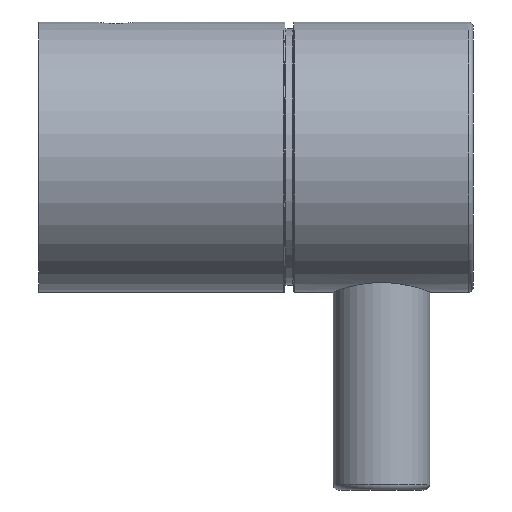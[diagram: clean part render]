
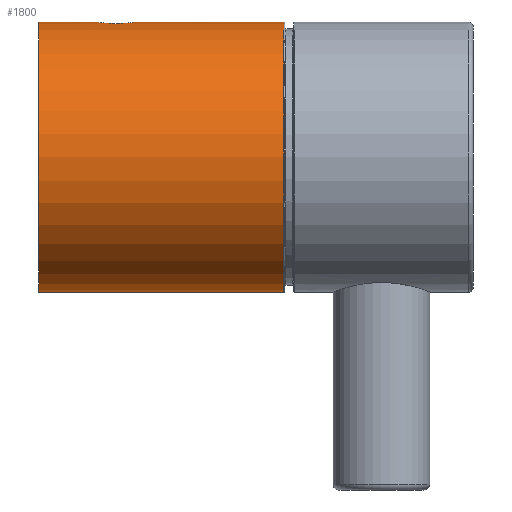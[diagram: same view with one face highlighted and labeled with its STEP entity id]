
A CAD part, front view. The second image highlights one B-rep face of the part: STEP entity #1800.
In plain terms, the highlighted cylindrical face has radius 14 mm (diameter 28 mm), a partial arc.
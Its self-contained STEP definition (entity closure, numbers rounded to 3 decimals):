
#15=CARTESIAN_POINT('',(10.1,0.,14.));
#17=CARTESIAN_POINT('',(5.9,0.,14.));
#579=CARTESIAN_POINT('',(25.4,0.,0.));
#580=DIRECTION('',(1.,0.,0.));
#581=DIRECTION('',(0.,0.,1.));
#582=AXIS2_PLACEMENT_3D('',#579,#580,#581);
#584=DIRECTION('',(1.,0.,0.));
#585=VECTOR('',#584,25.4);
#586=CARTESIAN_POINT('',(0.,0.,-14.));
#587=LINE('',#586,#585);
#588=CARTESIAN_POINT('',(0.,0.,0.));
#589=DIRECTION('',(1.,0.,0.));
#590=DIRECTION('',(0.,0.,1.));
#591=AXIS2_PLACEMENT_3D('',#588,#589,#590);
#593=DIRECTION('',(1.,0.,0.));
#594=VECTOR('',#593,5.9);
#595=CARTESIAN_POINT('',(0.,0.,14.));
#596=LINE('',#595,#594);
#597=CARTESIAN_POINT('',(8.,-2.1,13.842));
#598=CARTESIAN_POINT('',(7.845,-2.1,13.842));
#599=CARTESIAN_POINT('',(7.54,-2.067,13.847));
#600=CARTESIAN_POINT('',(7.082,-1.909,13.87));
#601=CARTESIAN_POINT('',(6.679,-1.654,13.903));
#602=CARTESIAN_POINT('',(6.351,-1.328,13.938));
#603=CARTESIAN_POINT('',(6.091,-0.92,13.972));
#604=CARTESIAN_POINT('',(5.933,-0.46,13.995));
#605=CARTESIAN_POINT('',(5.9,-0.155,14.));
#606=CARTESIAN_POINT('',(5.9,0.,14.));
#608=CARTESIAN_POINT('',(10.1,0.,14.));
#609=CARTESIAN_POINT('',(10.1,-0.155,14.));
#610=CARTESIAN_POINT('',(10.067,-0.461,13.995));
#611=CARTESIAN_POINT('',(9.909,-0.92,13.972));
#612=CARTESIAN_POINT('',(9.65,-1.327,13.939));
#613=CARTESIAN_POINT('',(9.323,-1.653,13.903));
#614=CARTESIAN_POINT('',(8.919,-1.909,13.87));
#615=CARTESIAN_POINT('',(8.46,-2.067,13.847));
#616=CARTESIAN_POINT('',(8.155,-2.1,13.842));
#617=CARTESIAN_POINT('',(8.,-2.1,13.842));
#619=DIRECTION('',(1.,0.,0.));
#620=VECTOR('',#619,15.3);
#621=CARTESIAN_POINT('',(10.1,0.,14.));
#622=LINE('',#621,#620);
#657=CARTESIAN_POINT('',(0.,0.,14.));
#658=CARTESIAN_POINT('',(0.,0.,-14.));
#659=VERTEX_POINT('',#657);
#660=VERTEX_POINT('',#658);
#684=VERTEX_POINT('',#15);
#685=VERTEX_POINT('',#17);
#686=VERTEX_POINT('',#617);
#715=CARTESIAN_POINT('',(25.4,0.,14.));
#716=CARTESIAN_POINT('',(25.4,0.,-14.));
#717=VERTEX_POINT('',#715);
#718=VERTEX_POINT('',#716);
#1783=CARTESIAN_POINT('',(47.25,0.,0.));
#1784=DIRECTION('',(-1.,0.,0.));
#1785=DIRECTION('',(0.,0.,-1.));
#1786=AXIS2_PLACEMENT_3D('',#1783,#1784,#1785);
#1787=CYLINDRICAL_SURFACE('',#1786,14.);
#1789=ORIENTED_EDGE('',*,*,#1788,.T.);
#1790=ORIENTED_EDGE('',*,*,#768,.F.);
#1791=ORIENTED_EDGE('',*,*,#1771,.F.);
#1792=ORIENTED_EDGE('',*,*,#764,.T.);
#1794=ORIENTED_EDGE('',*,*,#1793,.F.);
#1796=ORIENTED_EDGE('',*,*,#1795,.F.);
#1797=ORIENTED_EDGE('',*,*,#758,.T.);
#1798=EDGE_LOOP('',(#1789,#1790,#1791,#1792,#1794,#1796,#1797));
#1799=FACE_OUTER_BOUND('',#1798,.F.);
#1800=ADVANCED_FACE('',(#1799),#1787,.T.);
#583=CIRCLE('',#582,14.);
#592=CIRCLE('',#591,14.);
#607=B_SPLINE_CURVE_WITH_KNOTS('',3,(#597,#598,#599,#600,#601,#602,#603,#604,
#605,#606),.UNSPECIFIED.,.F.,.F.,(4,1,1,1,1,1,1,4),(0.,0.143,
0.286,0.429,0.571,0.714,
0.857,1.),.UNSPECIFIED.);
#618=B_SPLINE_CURVE_WITH_KNOTS('',3,(#608,#609,#610,#611,#612,#613,#614,#615,
#616,#617),.UNSPECIFIED.,.F.,.F.,(4,1,1,1,1,1,1,4),(0.,0.143,
0.286,0.429,0.571,0.714,
0.857,1.),.UNSPECIFIED.);
#758=EDGE_CURVE('',#684,#717,#622,.T.);
#764=EDGE_CURVE('',#659,#685,#596,.T.);
#768=EDGE_CURVE('',#660,#718,#587,.T.);
#1771=EDGE_CURVE('',#659,#660,#592,.T.);
#1788=EDGE_CURVE('',#717,#718,#583,.T.);
#1793=EDGE_CURVE('',#686,#685,#607,.T.);
#1795=EDGE_CURVE('',#684,#686,#618,.T.);
